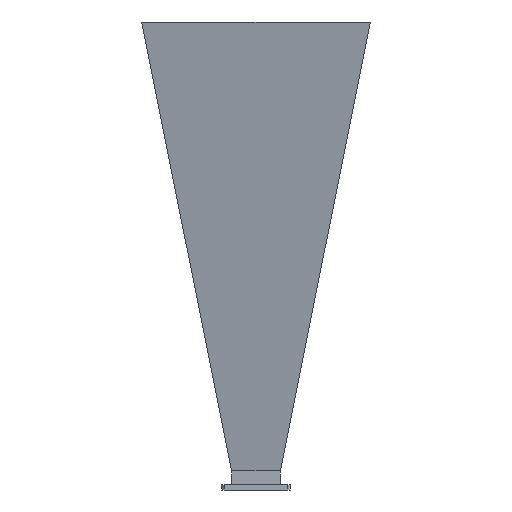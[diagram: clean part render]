
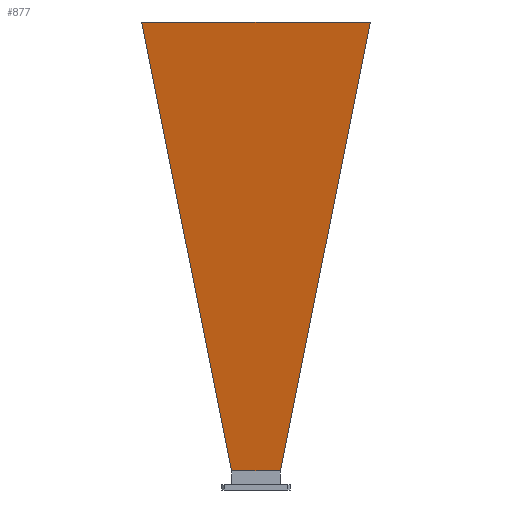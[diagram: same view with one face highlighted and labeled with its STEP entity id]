
A CAD part, left-side view. The second image highlights one B-rep face of the part: STEP entity #877.
In plain terms, the highlighted planar face has unit normal (-0.987, 0, -0.159).
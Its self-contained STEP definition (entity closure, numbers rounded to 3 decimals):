
#118 = CARTESIAN_POINT ( 'NONE',  ( -30.305, -57.622, 49.76 ) ) ;
#133 = CARTESIAN_POINT ( 'NONE',  ( -30.305, 0., 49.76 ) ) ;
#176 = EDGE_LOOP ( 'NONE', ( #1413, #1243, #344, #926 ) ) ;
#181 = EDGE_CURVE ( 'NONE', #1533, #1538, #1273, .T. ) ;
#198 = CARTESIAN_POINT ( 'NONE',  ( -201.164, -270.103, 1109.434 ) ) ;
#294 = CARTESIAN_POINT ( 'NONE',  ( -201.164, 0., 1109.434 ) ) ;
#324 = VERTEX_POINT ( 'NONE', #1474 ) ;
#344 = ORIENTED_EDGE ( 'NONE', *, *, #181, .T. ) ;
#371 = EDGE_CURVE ( 'NONE', #1538, #324, #1360, .T. ) ;
#451 = CARTESIAN_POINT ( 'NONE',  ( -30.305, 57.622, 49.76 ) ) ;
#459 = VECTOR ( 'NONE', #947, 1000. ) ;
#549 = DIRECTION ( 'NONE',  ( 0., 1., 0. ) ) ;
#584 = CARTESIAN_POINT ( 'NONE',  ( -201.164, 270.103, 1109.434 ) ) ;
#631 = CARTESIAN_POINT ( 'NONE',  ( -115.677, 0., 579.239 ) ) ;
#683 = DIRECTION ( 'NONE',  ( 0., -1., 0. ) ) ;
#719 = CARTESIAN_POINT ( 'NONE',  ( -201.164, 270.103, 1109.434 ) ) ;
#772 = DIRECTION ( 'NONE',  ( -0.987, 0., -0.159 ) ) ;
#855 = VECTOR ( 'NONE', #683, 1000. ) ;
#877 = ADVANCED_FACE ( 'NONE', ( #1589 ), #1699, .T. ) ;
#926 = ORIENTED_EDGE ( 'NONE', *, *, #371, .T. ) ;
#947 = DIRECTION ( 'NONE',  ( -0.156, -0.194, 0.968 ) ) ;
#980 = VECTOR ( 'NONE', #549, 1000. ) ;
#1142 = DIRECTION ( 'NONE',  ( 0.156, -0.194, -0.968 ) ) ;
#1154 = VECTOR ( 'NONE', #1142, 1000. ) ;
#1243 = ORIENTED_EDGE ( 'NONE', *, *, #1590, .T. ) ;
#1273 = LINE ( 'NONE', #584, #1154 ) ;
#1360 = LINE ( 'NONE', #133, #855 ) ;
#1413 = ORIENTED_EDGE ( 'NONE', *, *, #1783, .T. ) ;
#1437 = DIRECTION ( 'NONE',  ( -0.159, 0., 0.987 ) ) ;
#1468 = LINE ( 'NONE', #118, #459 ) ;
#1474 = CARTESIAN_POINT ( 'NONE',  ( -30.305, -57.622, 49.76 ) ) ;
#1490 = AXIS2_PLACEMENT_3D ( 'NONE', #631, #772, #1437 ) ;
#1530 = LINE ( 'NONE', #294, #980 ) ;
#1533 = VERTEX_POINT ( 'NONE', #719 ) ;
#1538 = VERTEX_POINT ( 'NONE', #451 ) ;
#1589 = FACE_OUTER_BOUND ( 'NONE', #176, .T. ) ;
#1590 = EDGE_CURVE ( 'NONE', #1667, #1533, #1530, .T. ) ;
#1667 = VERTEX_POINT ( 'NONE', #198 ) ;
#1699 = PLANE ( 'NONE',  #1490 ) ;
#1783 = EDGE_CURVE ( 'NONE', #324, #1667, #1468, .T. ) ;
